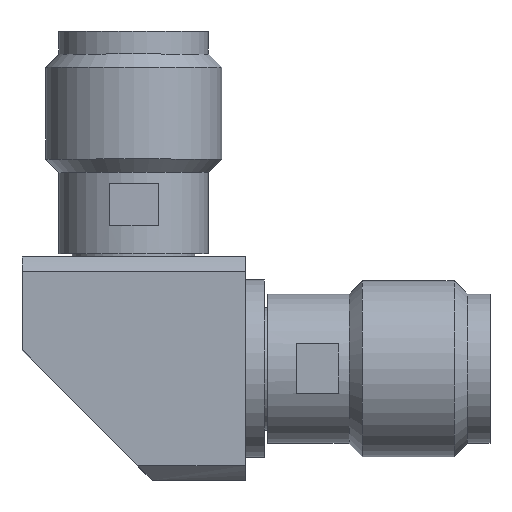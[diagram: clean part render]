
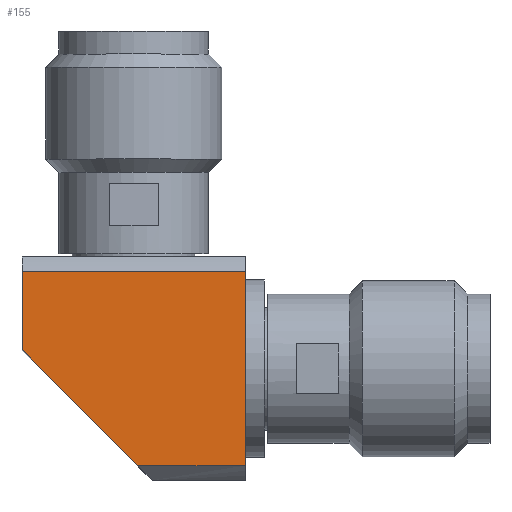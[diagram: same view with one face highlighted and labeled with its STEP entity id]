
A CAD part, top view. The second image highlights one B-rep face of the part: STEP entity #155.
In plain terms, the highlighted planar face has unit normal (0, 0, 1).
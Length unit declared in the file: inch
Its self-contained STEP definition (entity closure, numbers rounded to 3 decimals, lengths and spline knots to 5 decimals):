
#83 = LINE ( 'NONE', #1367, #126 ) ;
#126 = VECTOR ( 'NONE', #939, 39.37008 ) ;
#154 = VERTEX_POINT ( 'NONE', #1145 ) ;
#155 = ADVANCED_FACE ( 'NONE', ( #526 ), #1401, .T. ) ;
#256 = DIRECTION ( 'NONE',  ( 1., 0., 0. ) ) ;
#311 = VERTEX_POINT ( 'NONE', #630 ) ;
#387 = DIRECTION ( 'NONE',  ( 0., 1., 0. ) ) ;
#412 = ORIENTED_EDGE ( 'NONE', *, *, #931, .F. ) ;
#420 = ORIENTED_EDGE ( 'NONE', *, *, #613, .T. ) ;
#433 = VECTOR ( 'NONE', #256, 39.37008 ) ;
#441 = ORIENTED_EDGE ( 'NONE', *, *, #843, .T. ) ;
#526 = FACE_OUTER_BOUND ( 'NONE', #1218, .T. ) ;
#562 = ORIENTED_EDGE ( 'NONE', *, *, #1449, .T. ) ;
#564 = VECTOR ( 'NONE', #1155, 39.37008 ) ;
#588 = LINE ( 'NONE', #1095, #1202 ) ;
#589 = VERTEX_POINT ( 'NONE', #902 ) ;
#613 = EDGE_CURVE ( 'NONE', #154, #1570, #83, .T. ) ;
#623 = CARTESIAN_POINT ( 'NONE',  ( -0.02677, -0.13553, 0.15591 ) ) ;
#630 = CARTESIAN_POINT ( 'NONE',  ( -0.33858, 0.13553, 0.15591 ) ) ;
#634 = LINE ( 'NONE', #643, #564 ) ;
#643 = CARTESIAN_POINT ( 'NONE',  ( -0.33858, 0.13553, 0.15591 ) ) ;
#653 = CARTESIAN_POINT ( 'NONE',  ( 0., 0., 0.15591 ) ) ;
#661 = LINE ( 'NONE', #1258, #433 ) ;
#750 = CARTESIAN_POINT ( 'NONE',  ( -0.33858, 0.02598, 0.15591 ) ) ;
#752 = VECTOR ( 'NONE', #387, 39.37008 ) ;
#843 = EDGE_CURVE ( 'NONE', #311, #1568, #634, .T. ) ;
#902 = CARTESIAN_POINT ( 'NONE',  ( -0.02677, 0.13553, 0.15591 ) ) ;
#931 = EDGE_CURVE ( 'NONE', #311, #589, #661, .T. ) ;
#939 = DIRECTION ( 'NONE',  ( 1., 0., 0. ) ) ;
#1010 = CARTESIAN_POINT ( 'NONE',  ( -0.02677, -0.13553, 0.15591 ) ) ;
#1021 = DIRECTION ( 'NONE',  ( 1., 0., 0. ) ) ;
#1095 = CARTESIAN_POINT ( 'NONE',  ( -0.33858, 0.02598, 0.15591 ) ) ;
#1145 = CARTESIAN_POINT ( 'NONE',  ( -0.17707, -0.13553, 0.15591 ) ) ;
#1155 = DIRECTION ( 'NONE',  ( 0., -1., 0. ) ) ;
#1162 = DIRECTION ( 'NONE',  ( 0., 0., 1. ) ) ;
#1202 = VECTOR ( 'NONE', #1230, 39.37008 ) ;
#1217 = EDGE_CURVE ( 'NONE', #1568, #154, #588, .T. ) ;
#1218 = EDGE_LOOP ( 'NONE', ( #562, #412, #441, #1358, #420 ) ) ;
#1230 = DIRECTION ( 'NONE',  ( 0.707, -0.707, 0. ) ) ;
#1258 = CARTESIAN_POINT ( 'NONE',  ( -0.33858, 0.13553, 0.15591 ) ) ;
#1358 = ORIENTED_EDGE ( 'NONE', *, *, #1217, .T. ) ;
#1367 = CARTESIAN_POINT ( 'NONE',  ( -0.17707, -0.13553, 0.15591 ) ) ;
#1378 = AXIS2_PLACEMENT_3D ( 'NONE', #653, #1162, #1021 ) ;
#1401 = PLANE ( 'NONE',  #1378 ) ;
#1449 = EDGE_CURVE ( 'NONE', #1570, #589, #1534, .T. ) ;
#1534 = LINE ( 'NONE', #1010, #752 ) ;
#1568 = VERTEX_POINT ( 'NONE', #750 ) ;
#1570 = VERTEX_POINT ( 'NONE', #623 ) ;
